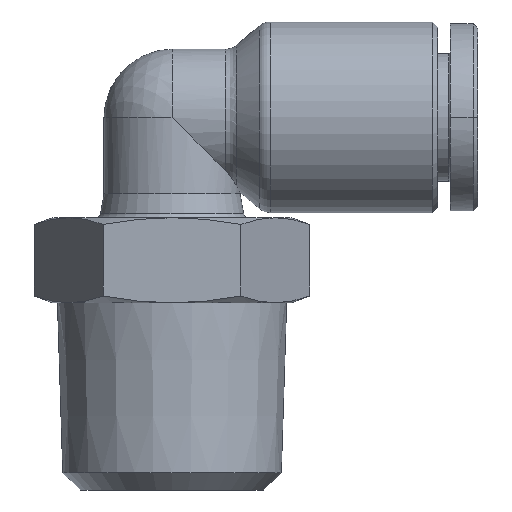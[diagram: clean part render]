
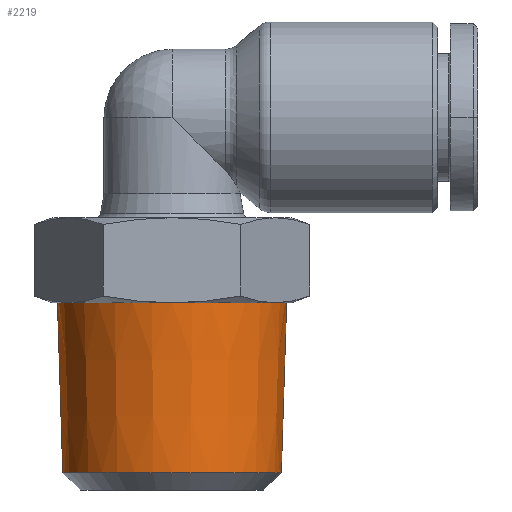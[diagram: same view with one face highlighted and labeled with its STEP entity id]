
A CAD part, front view. The second image highlights one B-rep face of the part: STEP entity #2219.
In plain terms, the highlighted conical face has half-angle 1.791 degrees and reference radius 6.406 mm.
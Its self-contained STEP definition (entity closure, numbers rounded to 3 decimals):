
#267=CONICAL_SURFACE('',#4908,6.406,0.031);
#299=FACE_OUTER_BOUND('',#559,.F.);
#559=EDGE_LOOP('',(#858,#859,#860,#861));
#858=ORIENTED_EDGE('',*,*,#3761,.T.);
#859=ORIENTED_EDGE('',*,*,#4341,.F.);
#860=ORIENTED_EDGE('',*,*,#3763,.F.);
#861=ORIENTED_EDGE('',*,*,#4340,.F.);
#2219=ADVANCED_FACE('',(#299),#267,.T.);
#2962=LINE('',#8213,#3453);
#2963=LINE('',#8214,#3454);
#3453=VECTOR('',#5741,10.005);
#3454=VECTOR('',#5742,10.005);
#3496=CIRCLE('',#4868,6.422);
#3498=CIRCLE('',#4870,6.735);
#3761=EDGE_CURVE('',#4714,#4713,#3496,.T.);
#3763=EDGE_CURVE('',#4712,#4711,#3498,.T.);
#4340=EDGE_CURVE('',#4714,#4712,#2962,.T.);
#4341=EDGE_CURVE('',#4711,#4713,#2963,.T.);
#4711=VERTEX_POINT('',#6572);
#4712=VERTEX_POINT('',#6573);
#4713=VERTEX_POINT('',#6574);
#4714=VERTEX_POINT('',#6575);
#4868=AXIS2_PLACEMENT_3D('',#7135,#5202,#5203);
#4870=AXIS2_PLACEMENT_3D('',#7137,#5206,#5207);
#4908=AXIS2_PLACEMENT_3D('',#8856,#5770,#5769);
#5202=DIRECTION('',(0.,0.,-1.));
#5203=DIRECTION('',(1.,0.,0.));
#5206=DIRECTION('',(0.,0.,-1.));
#5207=DIRECTION('',(1.,0.,0.));
#5741=DIRECTION('',(0.031,0.,1.));
#5742=DIRECTION('',(0.031,0.,-1.));
#5769=DIRECTION('',(-0.996,0.087,0.));
#5770=DIRECTION('',(0.,0.,1.));
#6572=CARTESIAN_POINT('',(8.227,17.287,-9.222));
#6573=CARTESIAN_POINT('',(21.696,17.287,-9.222));
#6574=CARTESIAN_POINT('',(8.539,17.287,-19.222));
#6575=CARTESIAN_POINT('',(21.383,17.287,-19.222));
#7135=CARTESIAN_POINT('',(14.961,17.287,-19.222));
#7137=CARTESIAN_POINT('',(14.961,17.287,-9.222));
#8213=CARTESIAN_POINT('',(21.383,17.287,-19.222));
#8214=CARTESIAN_POINT('',(8.227,17.287,-9.222));
#8856=CARTESIAN_POINT('',(14.961,17.287,-19.722));
